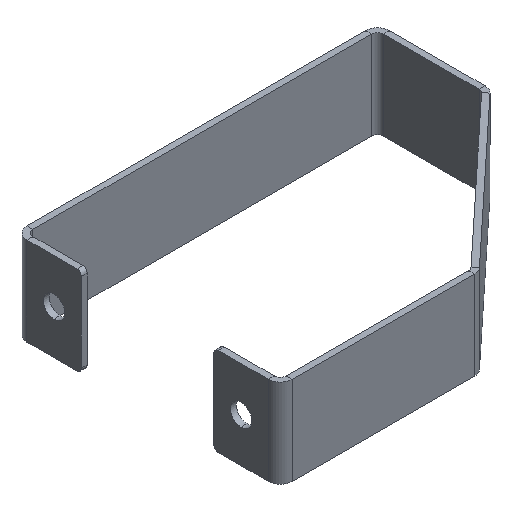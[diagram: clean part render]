
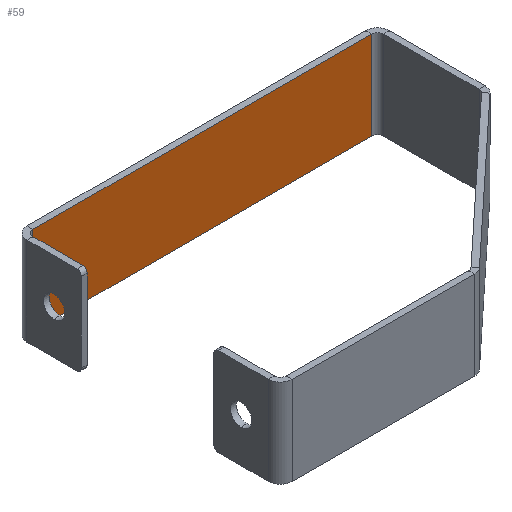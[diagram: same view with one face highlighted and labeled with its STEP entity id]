
A CAD part, isometric view. The second image highlights one B-rep face of the part: STEP entity #59.
In plain terms, the highlighted planar face has unit normal (0, -1, 0).
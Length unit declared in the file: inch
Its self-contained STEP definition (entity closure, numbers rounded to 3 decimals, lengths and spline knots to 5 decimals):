
#59 = ADVANCED_FACE ( 'NONE', ( #1174 ), #1088, .F. ) ;
#83 = CARTESIAN_POINT ( 'NONE',  ( 7.93, 1.365, 0. ) ) ;
#155 = DIRECTION ( 'NONE',  ( 0., 0., -1. ) ) ;
#254 = CARTESIAN_POINT ( 'NONE',  ( 7.93, 1.365, 2. ) ) ;
#257 = VERTEX_POINT ( 'NONE', #1402 ) ;
#275 = LINE ( 'NONE', #283, #991 ) ;
#283 = CARTESIAN_POINT ( 'NONE',  ( 0.27, 1.365, 2. ) ) ;
#380 = DIRECTION ( 'NONE',  ( 0., 0., 1. ) ) ;
#383 = CARTESIAN_POINT ( 'NONE',  ( 0., 1.365, 0. ) ) ;
#400 = CARTESIAN_POINT ( 'NONE',  ( 0.27, 1.365, 0. ) ) ;
#500 = CARTESIAN_POINT ( 'NONE',  ( 0., 1.365, 2. ) ) ;
#568 = CARTESIAN_POINT ( 'NONE',  ( 0., 1.365, 2. ) ) ;
#574 = DIRECTION ( 'NONE',  ( 0., 0., -1. ) ) ;
#726 = ORIENTED_EDGE ( 'NONE', *, *, #1505, .F. ) ;
#762 = ORIENTED_EDGE ( 'NONE', *, *, #853, .T. ) ;
#788 = EDGE_CURVE ( 'NONE', #257, #1042, #1151, .T. ) ;
#846 = EDGE_CURVE ( 'NONE', #1273, #1042, #1433, .T. ) ;
#853 = EDGE_CURVE ( 'NONE', #1193, #1273, #275, .T. ) ;
#872 = ORIENTED_EDGE ( 'NONE', *, *, #846, .T. ) ;
#981 = DIRECTION ( 'NONE',  ( 1., 0., 0. ) ) ;
#991 = VECTOR ( 'NONE', #155, 39.37008 ) ;
#1025 = LINE ( 'NONE', #568, #1255 ) ;
#1042 = VERTEX_POINT ( 'NONE', #83 ) ;
#1054 = CARTESIAN_POINT ( 'NONE',  ( 0.27, 1.365, 2. ) ) ;
#1068 = EDGE_LOOP ( 'NONE', ( #872, #1072, #726, #762 ) ) ;
#1072 = ORIENTED_EDGE ( 'NONE', *, *, #788, .F. ) ;
#1088 = PLANE ( 'NONE',  #1451 ) ;
#1151 = LINE ( 'NONE', #254, #1153 ) ;
#1153 = VECTOR ( 'NONE', #574, 39.37008 ) ;
#1174 = FACE_OUTER_BOUND ( 'NONE', #1068, .T. ) ;
#1193 = VERTEX_POINT ( 'NONE', #1054 ) ;
#1255 = VECTOR ( 'NONE', #1371, 39.37008 ) ;
#1273 = VERTEX_POINT ( 'NONE', #400 ) ;
#1278 = VECTOR ( 'NONE', #981, 39.37008 ) ;
#1371 = DIRECTION ( 'NONE',  ( 1., 0., 0. ) ) ;
#1402 = CARTESIAN_POINT ( 'NONE',  ( 7.93, 1.365, 2. ) ) ;
#1407 = DIRECTION ( 'NONE',  ( 0., 1., 0. ) ) ;
#1433 = LINE ( 'NONE', #383, #1278 ) ;
#1451 = AXIS2_PLACEMENT_3D ( 'NONE', #500, #1407, #380 ) ;
#1505 = EDGE_CURVE ( 'NONE', #1193, #257, #1025, .T. ) ;
